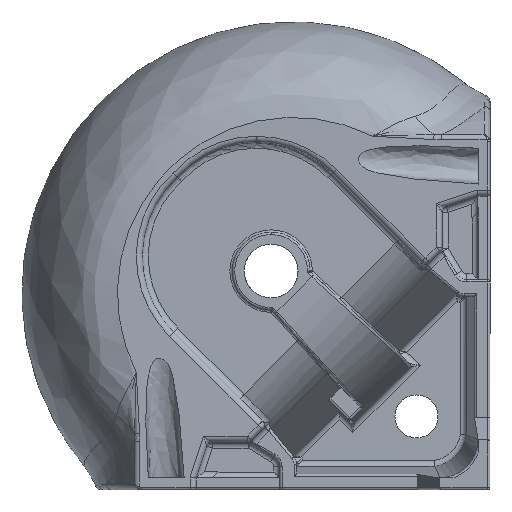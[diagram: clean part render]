
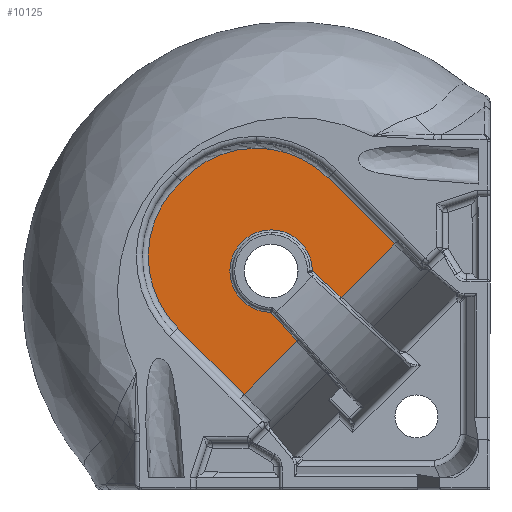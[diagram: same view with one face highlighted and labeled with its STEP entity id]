
A CAD part, front view. The second image highlights one B-rep face of the part: STEP entity #10125.
In plain terms, the highlighted planar face has unit normal (0, -1, 0).
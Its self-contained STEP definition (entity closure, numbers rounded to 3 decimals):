
#85 = EDGE_CURVE ( 'NONE', #4327, #5013, #13436, .T. ) ;
#176 = CARTESIAN_POINT ( 'NONE',  ( -161.47, 10., 124.486 ) ) ;
#238 = VECTOR ( 'NONE', #10306, 1000. ) ;
#287 = CARTESIAN_POINT ( 'NONE',  ( -148.64, 10., 183.342 ) ) ;
#295 = DIRECTION ( 'NONE',  ( 0., -1., 0. ) ) ;
#353 = DIRECTION ( 'NONE',  ( 0., 1., 0. ) ) ;
#484 = CARTESIAN_POINT ( 'NONE',  ( -201.162, 10., 195.401 ) ) ;
#623 = AXIS2_PLACEMENT_3D ( 'NONE', #484, #14842, #3037 ) ;
#885 = CARTESIAN_POINT ( 'NONE',  ( -161.505, 10., 124.453 ) ) ;
#1001 = CARTESIAN_POINT ( 'NONE',  ( -183.949, 10., 149.307 ) ) ;
#1354 = VERTEX_POINT ( 'NONE', #16583 ) ;
#1389 = CARTESIAN_POINT ( 'NONE',  ( -124.616, 10., 161.341 ) ) ;
#1455 = CARTESIAN_POINT ( 'NONE',  ( -161.493, 10., 124.464 ) ) ;
#1523 = CARTESIAN_POINT ( 'NONE',  ( -124.606, 10., 161.351 ) ) ;
#1594 = ORIENTED_EDGE ( 'NONE', *, *, #10519, .T. ) ;
#1785 = FACE_OUTER_BOUND ( 'NONE', #12119, .T. ) ;
#1938 = EDGE_CURVE ( 'NONE', #1354, #5983, #9570, .T. ) ;
#2278 = CIRCLE ( 'NONE', #11020, 84.77 ) ;
#2501 = CARTESIAN_POINT ( 'NONE',  ( -124.699, 10., 161.38 ) ) ;
#2663 = EDGE_CURVE ( 'NONE', #13577, #5983, #5500, .T. ) ;
#2714 = VERTEX_POINT ( 'NONE', #14979 ) ;
#2800 = AXIS2_PLACEMENT_3D ( 'NONE', #4779, #9997, #8631 ) ;
#3037 = DIRECTION ( 'NONE',  ( 0., 0., -1. ) ) ;
#3866 = EDGE_CURVE ( 'NONE', #16156, #4531, #15748, .T. ) ;
#3949 = CARTESIAN_POINT ( 'NONE',  ( -124.635, 10., 161.321 ) ) ;
#4195 = CARTESIAN_POINT ( 'NONE',  ( -124.626, 10., 161.331 ) ) ;
#4205 = CARTESIAN_POINT ( 'NONE',  ( -142.979, 10., 142.979 ) ) ;
#4327 = VERTEX_POINT ( 'NONE', #8915 ) ;
#4437 = PLANE ( 'NONE',  #2800 ) ;
#4531 = VERTEX_POINT ( 'NONE', #6667 ) ;
#4536 = CARTESIAN_POINT ( 'NONE',  ( -135.459, 10., 261.104 ) ) ;
#4591 = EDGE_CURVE ( 'NONE', #10500, #13217, #9097, .T. ) ;
#4636 = VECTOR ( 'NONE', #6683, 1000. ) ;
#4650 = VECTOR ( 'NONE', #14727, 1000. ) ;
#4779 = CARTESIAN_POINT ( 'NONE',  ( -195.401, 10., 201.162 ) ) ;
#5013 = VERTEX_POINT ( 'NONE', #6812 ) ;
#5086 = LINE ( 'NONE', #1001, #238 ) ;
#5500 = B_SPLINE_CURVE_WITH_KNOTS ( 'NONE', 3,
 ( #3949, #4195, #1389, #6759 ),
 .UNSPECIFIED., .F., .F.,
 ( 4, 4 ),
 ( 0., 0. ),
 .UNSPECIFIED. ) ;
#5562 = DIRECTION ( 'NONE',  ( 0., 0., -1. ) ) ;
#5983 = VERTEX_POINT ( 'NONE', #1523 ) ;
#6648 = ORIENTED_EDGE ( 'NONE', *, *, #1938, .F. ) ;
#6664 = CARTESIAN_POINT ( 'NONE',  ( -161.482, 10., 124.475 ) ) ;
#6667 = CARTESIAN_POINT ( 'NONE',  ( -205.801, 10., 80.156 ) ) ;
#6683 = DIRECTION ( 'NONE',  ( 0.737, 0., -0.676 ) ) ;
#6745 = DIRECTION ( 'NONE',  ( -0.707, 0., 0.707 ) ) ;
#6759 = CARTESIAN_POINT ( 'NONE',  ( -124.606, 10., 161.351 ) ) ;
#6812 = CARTESIAN_POINT ( 'NONE',  ( -261.104, 10., 135.459 ) ) ;
#6873 = EDGE_CURVE ( 'NONE', #1354, #2714, #11967, .T. ) ;
#7982 = CARTESIAN_POINT ( 'NONE',  ( -183.347, 10., 148.643 ) ) ;
#8631 = DIRECTION ( 'NONE',  ( 0., 0., -1. ) ) ;
#8915 = CARTESIAN_POINT ( 'NONE',  ( -258.154, 10., 258.154 ) ) ;
#8929 = LINE ( 'NONE', #2501, #4636 ) ;
#9097 = CIRCLE ( 'NONE', #15641, 34.5 ) ;
#9379 = ORIENTED_EDGE ( 'NONE', *, *, #85, .T. ) ;
#9570 = LINE ( 'NONE', #15967, #15093 ) ;
#9997 = DIRECTION ( 'NONE',  ( 0., -1., 0. ) ) ;
#10125 = ADVANCED_FACE ( 'NONE', ( #1785 ), #4437, .T. ) ;
#10306 = DIRECTION ( 'NONE',  ( -0.671, 0., 0.741 ) ) ;
#10472 = DIRECTION ( 'NONE',  ( 0., 0., -1. ) ) ;
#10500 = VERTEX_POINT ( 'NONE', #7982 ) ;
#10519 = EDGE_CURVE ( 'NONE', #2714, #4327, #2278, .T. ) ;
#10526 = B_SPLINE_CURVE_WITH_KNOTS ( 'NONE', 3,
 ( #13179, #1455, #6664, #176 ),
 .UNSPECIFIED., .F., .F.,
 ( 4, 4 ),
 ( 0., 0. ),
 .UNSPECIFIED. ) ;
#10559 = ORIENTED_EDGE ( 'NONE', *, *, #4591, .T. ) ;
#11020 = AXIS2_PLACEMENT_3D ( 'NONE', #11755, #295, #10472 ) ;
#11105 = ORIENTED_EDGE ( 'NONE', *, *, #2663, .T. ) ;
#11178 = EDGE_CURVE ( 'NONE', #13217, #13577, #8929, .T. ) ;
#11755 = CARTESIAN_POINT ( 'NONE',  ( -195.401, 10., 201.162 ) ) ;
#11778 = ORIENTED_EDGE ( 'NONE', *, *, #3866, .F. ) ;
#11792 = CARTESIAN_POINT ( 'NONE',  ( -205.801, 10., 80.156 ) ) ;
#11829 = EDGE_CURVE ( 'NONE', #16156, #13687, #10526, .T. ) ;
#11849 = CARTESIAN_POINT ( 'NONE',  ( -161.47, 10., 124.486 ) ) ;
#11874 = DIRECTION ( 'NONE',  ( 0.707, 0., -0.707 ) ) ;
#11967 = LINE ( 'NONE', #4536, #14181 ) ;
#12119 = EDGE_LOOP ( 'NONE', ( #10559, #16609, #11105, #6648, #13707, #1594, #9379, #12321, #11778, #12133, #15836 ) ) ;
#12133 = ORIENTED_EDGE ( 'NONE', *, *, #11829, .T. ) ;
#12321 = ORIENTED_EDGE ( 'NONE', *, *, #15314, .T. ) ;
#12494 = CARTESIAN_POINT ( 'NONE',  ( -124.635, 10., 161.321 ) ) ;
#13179 = CARTESIAN_POINT ( 'NONE',  ( -161.505, 10., 124.453 ) ) ;
#13217 = VERTEX_POINT ( 'NONE', #287 ) ;
#13436 = CIRCLE ( 'NONE', #623, 84.77 ) ;
#13577 = VERTEX_POINT ( 'NONE', #12494 ) ;
#13687 = VERTEX_POINT ( 'NONE', #11849 ) ;
#13707 = ORIENTED_EDGE ( 'NONE', *, *, #6873, .T. ) ;
#13797 = EDGE_CURVE ( 'NONE', #13687, #10500, #5086, .T. ) ;
#14092 = VECTOR ( 'NONE', #11874, 1000. ) ;
#14181 = VECTOR ( 'NONE', #6745, 1000. ) ;
#14727 = DIRECTION ( 'NONE',  ( -0.707, 0., -0.707 ) ) ;
#14783 = DIRECTION ( 'NONE',  ( -0.707, 0., -0.707 ) ) ;
#14842 = DIRECTION ( 'NONE',  ( 0., -1., 0. ) ) ;
#14979 = CARTESIAN_POINT ( 'NONE',  ( -135.459, 10., 261.104 ) ) ;
#15093 = VECTOR ( 'NONE', #14783, 1000. ) ;
#15314 = EDGE_CURVE ( 'NONE', #5013, #4531, #15562, .T. ) ;
#15562 = LINE ( 'NONE', #11792, #14092 ) ;
#15641 = AXIS2_PLACEMENT_3D ( 'NONE', #15887, #353, #5562 ) ;
#15748 = LINE ( 'NONE', #4205, #4650 ) ;
#15836 = ORIENTED_EDGE ( 'NONE', *, *, #13797, .T. ) ;
#15887 = CARTESIAN_POINT ( 'NONE',  ( -183.139, 10., 183.142 ) ) ;
#15967 = CARTESIAN_POINT ( 'NONE',  ( -142.979, 10., 142.979 ) ) ;
#16156 = VERTEX_POINT ( 'NONE', #885 ) ;
#16583 = CARTESIAN_POINT ( 'NONE',  ( -80.156, 10., 205.801 ) ) ;
#16609 = ORIENTED_EDGE ( 'NONE', *, *, #11178, .T. ) ;
